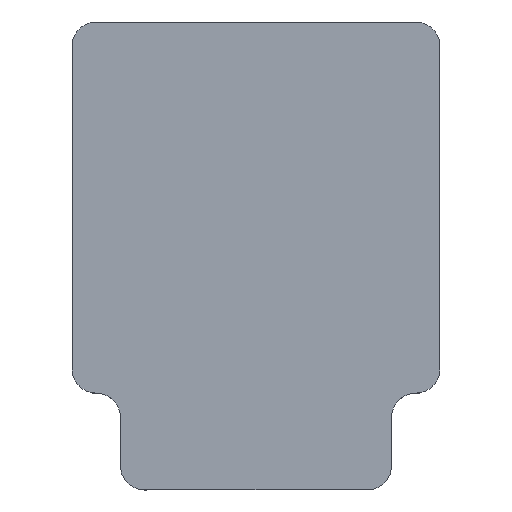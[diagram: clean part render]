
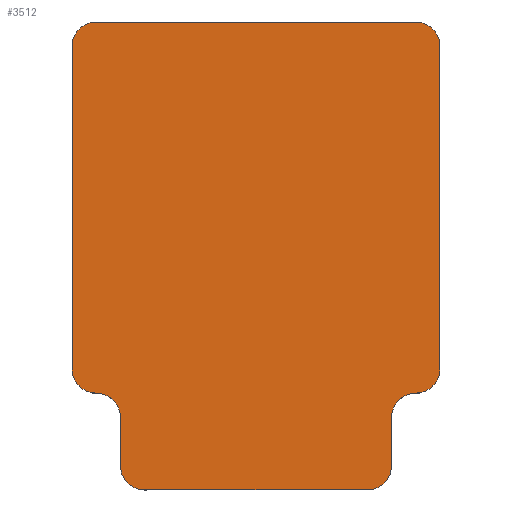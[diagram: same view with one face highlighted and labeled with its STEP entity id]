
A CAD part, top view. The second image highlights one B-rep face of the part: STEP entity #3512.
In plain terms, the highlighted planar face has unit normal (0, 0, 1).
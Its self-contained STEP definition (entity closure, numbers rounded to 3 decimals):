
#164=CIRCLE('',#3809,0.75);
#165=CIRCLE('',#3810,0.75);
#166=CIRCLE('',#3811,0.75);
#167=CIRCLE('',#3812,0.75);
#168=CIRCLE('',#3813,0.75);
#169=CIRCLE('',#3814,0.75);
#170=CIRCLE('',#3815,0.75);
#171=CIRCLE('',#3816,0.75);
#1040=ORIENTED_EDGE('',*,*,#1598,.F.);
#1041=ORIENTED_EDGE('',*,*,#1615,.T.);
#1042=ORIENTED_EDGE('',*,*,#1616,.T.);
#1043=ORIENTED_EDGE('',*,*,#1612,.F.);
#1044=ORIENTED_EDGE('',*,*,#1617,.T.);
#1045=ORIENTED_EDGE('',*,*,#1609,.F.);
#1046=ORIENTED_EDGE('',*,*,#1618,.T.);
#1047=ORIENTED_EDGE('',*,*,#1606,.F.);
#1048=ORIENTED_EDGE('',*,*,#1619,.T.);
#1049=ORIENTED_EDGE('',*,*,#1620,.T.);
#1050=ORIENTED_EDGE('',*,*,#1603,.F.);
#1051=ORIENTED_EDGE('',*,*,#1621,.T.);
#1052=ORIENTED_EDGE('',*,*,#1600,.F.);
#1053=ORIENTED_EDGE('',*,*,#1622,.T.);
#1598=EDGE_CURVE('',#1948,#1949,#2330,.T.);
#1600=EDGE_CURVE('',#1950,#1951,#2332,.T.);
#1603=EDGE_CURVE('',#1952,#1953,#2335,.T.);
#1606=EDGE_CURVE('',#1954,#1955,#2338,.T.);
#1609=EDGE_CURVE('',#1956,#1957,#2341,.T.);
#1612=EDGE_CURVE('',#1958,#1959,#2344,.T.);
#1615=EDGE_CURVE('',#1948,#1960,#164,.F.);
#1616=EDGE_CURVE('',#1960,#1959,#165,.T.);
#1617=EDGE_CURVE('',#1958,#1957,#166,.F.);
#1618=EDGE_CURVE('',#1956,#1955,#167,.F.);
#1619=EDGE_CURVE('',#1954,#1961,#168,.T.);
#1620=EDGE_CURVE('',#1961,#1953,#169,.F.);
#1621=EDGE_CURVE('',#1952,#1951,#170,.F.);
#1622=EDGE_CURVE('',#1950,#1949,#171,.F.);
#1948=VERTEX_POINT('',#5737);
#1949=VERTEX_POINT('',#5739);
#1950=VERTEX_POINT('',#5743);
#1951=VERTEX_POINT('',#5744);
#1952=VERTEX_POINT('',#5749);
#1953=VERTEX_POINT('',#5750);
#1954=VERTEX_POINT('',#5755);
#1955=VERTEX_POINT('',#5756);
#1956=VERTEX_POINT('',#5761);
#1957=VERTEX_POINT('',#5762);
#1958=VERTEX_POINT('',#5767);
#1959=VERTEX_POINT('',#5768);
#1960=VERTEX_POINT('',#5773);
#1961=VERTEX_POINT('',#5778);
#2330=LINE('',#5738,#2732);
#2332=LINE('',#5742,#2734);
#2335=LINE('',#5748,#2737);
#2338=LINE('',#5754,#2740);
#2341=LINE('',#5760,#2743);
#2344=LINE('',#5766,#2746);
#2732=VECTOR('',#4653,1000.);
#2734=VECTOR('',#4657,1000.);
#2737=VECTOR('',#4662,1000.);
#2740=VECTOR('',#4667,1000.);
#2743=VECTOR('',#4672,1000.);
#2746=VECTOR('',#4677,1000.);
#2962=EDGE_LOOP('',(#1040,#1041,#1042,#1043,#1044,#1045,#1046,#1047,#1048,
#1049,#1050,#1051,#1052,#1053));
#3170=FACE_BOUND('',#2962,.T.);
#3329=PLANE('',#3808);
#3512=ADVANCED_FACE('',(#3170),#3329,.F.);
#3808=AXIS2_PLACEMENT_3D('',#5771,#4680,#4681);
#3809=AXIS2_PLACEMENT_3D('',#5772,#4682,#4683);
#3810=AXIS2_PLACEMENT_3D('',#5774,#4684,#4685);
#3811=AXIS2_PLACEMENT_3D('',#5775,#4686,#4687);
#3812=AXIS2_PLACEMENT_3D('',#5776,#4688,#4689);
#3813=AXIS2_PLACEMENT_3D('',#5777,#4690,#4691);
#3814=AXIS2_PLACEMENT_3D('',#5779,#4692,#4693);
#3815=AXIS2_PLACEMENT_3D('',#5780,#4694,#4695);
#3816=AXIS2_PLACEMENT_3D('',#5781,#4696,#4697);
#4653=DIRECTION('',(0.,-1.,0.));
#4657=DIRECTION('',(-1.,0.,0.));
#4662=DIRECTION('',(0.,1.,0.));
#4667=DIRECTION('',(0.,1.,0.));
#4672=DIRECTION('',(1.,0.,0.));
#4677=DIRECTION('',(0.,-1.,0.));
#4680=DIRECTION('',(0.,0.,-1.));
#4681=DIRECTION('',(-1.,0.,0.));
#4682=DIRECTION('',(0.,0.,-1.));
#4683=DIRECTION('',(-1.,0.,0.));
#4684=DIRECTION('',(0.,0.,-1.));
#4685=DIRECTION('',(-1.,0.,0.));
#4686=DIRECTION('',(0.,0.,-1.));
#4687=DIRECTION('',(-1.,0.,0.));
#4688=DIRECTION('',(0.,0.,-1.));
#4689=DIRECTION('',(-1.,0.,0.));
#4690=DIRECTION('',(0.,0.,-1.));
#4691=DIRECTION('',(-1.,0.,0.));
#4692=DIRECTION('',(0.,0.,-1.));
#4693=DIRECTION('',(-1.,0.,0.));
#4694=DIRECTION('',(0.,0.,-1.));
#4695=DIRECTION('',(-1.,0.,0.));
#4696=DIRECTION('',(0.,0.,-1.));
#4697=DIRECTION('',(-1.,0.,0.));
#5737=CARTESIAN_POINT('',(5.7,5.,0.98));
#5738=CARTESIAN_POINT('',(5.7,5.75,0.98));
#5739=CARTESIAN_POINT('',(5.7,-5.,0.98));
#5742=CARTESIAN_POINT('',(5.7,-5.75,0.98));
#5743=CARTESIAN_POINT('',(4.95,-5.75,0.98));
#5744=CARTESIAN_POINT('',(-4.95,-5.75,0.98));
#5748=CARTESIAN_POINT('',(-5.7,-5.75,0.98));
#5749=CARTESIAN_POINT('',(-5.7,-5.,0.98));
#5750=CARTESIAN_POINT('',(-5.7,5.,0.98));
#5754=CARTESIAN_POINT('',(-4.2,8.75,0.98));
#5755=CARTESIAN_POINT('',(-4.2,6.5,0.98));
#5756=CARTESIAN_POINT('',(-4.2,8.,0.98));
#5760=CARTESIAN_POINT('',(4.2,8.75,0.98));
#5761=CARTESIAN_POINT('',(-3.45,8.75,0.98));
#5762=CARTESIAN_POINT('',(3.45,8.75,0.98));
#5766=CARTESIAN_POINT('',(4.2,5.75,0.98));
#5767=CARTESIAN_POINT('',(4.2,8.,0.98));
#5768=CARTESIAN_POINT('',(4.2,6.5,0.98));
#5771=CARTESIAN_POINT('',(0.,0.,0.98));
#5772=CARTESIAN_POINT('',(4.95,5.,0.98));
#5773=CARTESIAN_POINT('',(4.95,5.75,0.98));
#5774=CARTESIAN_POINT('',(4.95,6.5,0.98));
#5775=CARTESIAN_POINT('',(3.45,8.,0.98));
#5776=CARTESIAN_POINT('',(-3.45,8.,0.98));
#5777=CARTESIAN_POINT('',(-4.95,6.5,0.98));
#5778=CARTESIAN_POINT('',(-4.95,5.75,0.98));
#5779=CARTESIAN_POINT('',(-4.95,5.,0.98));
#5780=CARTESIAN_POINT('',(-4.95,-5.,0.98));
#5781=CARTESIAN_POINT('',(4.95,-5.,0.98));
